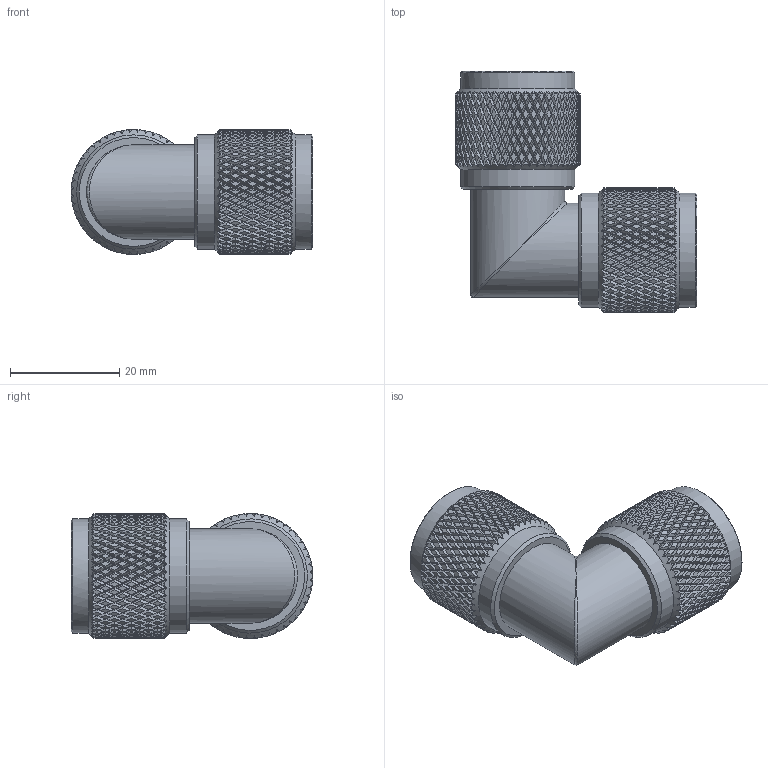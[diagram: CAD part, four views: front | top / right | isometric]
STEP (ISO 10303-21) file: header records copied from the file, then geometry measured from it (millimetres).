
FILE_DESCRIPTION (( 'STEP AP203' ), '1' );
FILE_NAME ('PE9577_3D.step', '2021-10-07T16:10:22', ( '' ), ( '' ), 'SwSTEP 2.0', 'SolidWorks 2021', '' );
FILE_SCHEMA (( 'CONFIG_CONTROL_DESIGN' ));
Length unit declared in the file: inch
Products named in the file (1): PE9577_3D
Bounding box: 44.2 x 44.2 x 22.86 mm (x, y, z)
Volume: 15672.8 mm3; surface area: 11653.4 mm2
Topology: 1 solids, 1 shells, 4858 faces, 10174 edges, 5328 vertices
Faces by surface type: bspline 3848, cylinder 906, plane 76, cone 28
Full cylindrical faces by diameter (mm): 1.593 x2, 2.54 x2, 7.874 x2, 12.954 x2, 13.97 x2, 17.272 x2, 20.923 x4
Entity records: 213028 total; most frequent: CARTESIAN_POINT 152334, ORIENTED_EDGE 20248, EDGE_CURVE 10124, VERTEX_POINT 5314, EDGE_LOOP 4904, FACE_OUTER_BOUND 4874, ADVANCED_FACE 4858, B_SPLINE_CURVE_WITH_KNOTS 4456
